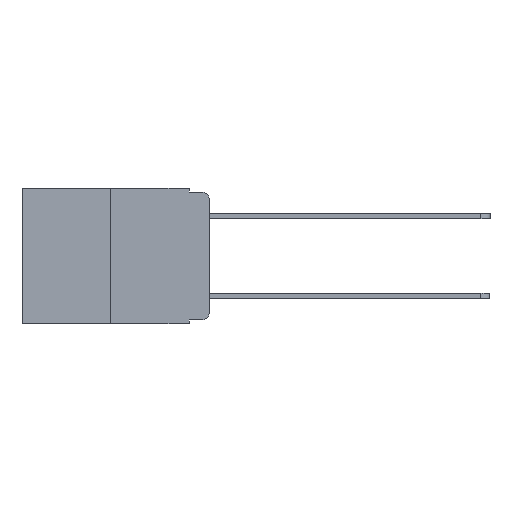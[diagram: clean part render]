
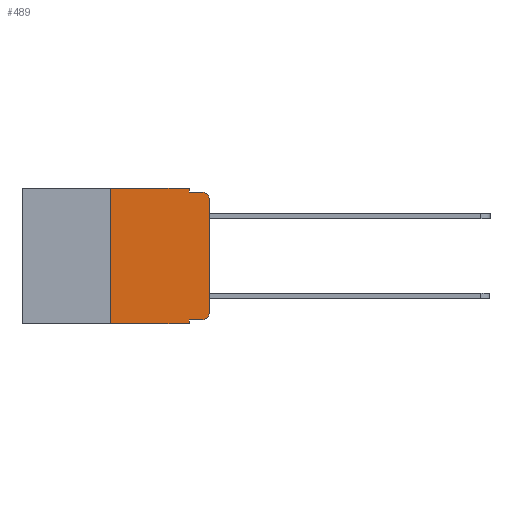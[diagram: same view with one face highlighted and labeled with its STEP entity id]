
A CAD part, left-side view. The second image highlights one B-rep face of the part: STEP entity #489.
In plain terms, the highlighted planar face has unit normal (-1, 0, 0).
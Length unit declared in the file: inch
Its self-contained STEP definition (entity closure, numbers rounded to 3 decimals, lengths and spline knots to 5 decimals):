
#52 = DIRECTION ( 'NONE',  ( 0., -1., 0. ) ) ;
#249 = VECTOR ( 'NONE', #8946, 39.37008 ) ;
#339 = VERTEX_POINT ( 'NONE', #5226 ) ;
#378 = VERTEX_POINT ( 'NONE', #10869 ) ;
#489 = ADVANCED_FACE ( 'NONE', ( #10971 ), #4079, .F. ) ;
#706 = VERTEX_POINT ( 'NONE', #8409 ) ;
#842 = CARTESIAN_POINT ( 'NONE',  ( 0., 0.25, 0. ) ) ;
#874 = CARTESIAN_POINT ( 'NONE',  ( 0., 0.051, -0.01 ) ) ;
#1121 = EDGE_LOOP ( 'NONE', ( #1135, #6683, #5077, #12640, #4350, #11198, #4051, #1748, #10936, #4801 ) ) ;
#1135 = ORIENTED_EDGE ( 'NONE', *, *, #11449, .T. ) ;
#1172 = VERTEX_POINT ( 'NONE', #10521 ) ;
#1646 = AXIS2_PLACEMENT_3D ( 'NONE', #3862, #12783, #11257 ) ;
#1748 = ORIENTED_EDGE ( 'NONE', *, *, #9330, .F. ) ;
#1948 = AXIS2_PLACEMENT_3D ( 'NONE', #8985, #3355, #9891 ) ;
#2183 = LINE ( 'NONE', #9238, #7173 ) ;
#2257 = CARTESIAN_POINT ( 'NONE',  ( 0., 0.051, -0.333 ) ) ;
#2395 = VERTEX_POINT ( 'NONE', #4566 ) ;
#2915 = LINE ( 'NONE', #12748, #5590 ) ;
#3347 = VERTEX_POINT ( 'NONE', #10758 ) ;
#3355 = DIRECTION ( 'NONE',  ( -1., 0., 0. ) ) ;
#3375 = CARTESIAN_POINT ( 'NONE',  ( 0., 0.02, -0.313 ) ) ;
#3477 = LINE ( 'NONE', #874, #249 ) ;
#3647 = LINE ( 'NONE', #3683, #6183 ) ;
#3668 = DIRECTION ( 'NONE',  ( 0., 0., 1. ) ) ;
#3683 = CARTESIAN_POINT ( 'NONE',  ( 0., 0.473, -0.343 ) ) ;
#3698 = CARTESIAN_POINT ( 'NONE',  ( 0., 0.473, 0. ) ) ;
#3769 = LINE ( 'NONE', #3698, #8444 ) ;
#3862 = CARTESIAN_POINT ( 'NONE',  ( 0., 0.473, 0. ) ) ;
#4051 = ORIENTED_EDGE ( 'NONE', *, *, #8384, .T. ) ;
#4079 = PLANE ( 'NONE',  #1646 ) ;
#4350 = ORIENTED_EDGE ( 'NONE', *, *, #10854, .F. ) ;
#4387 = CARTESIAN_POINT ( 'NONE',  ( 0., 0., 0. ) ) ;
#4417 = DIRECTION ( 'NONE',  ( 0., 0., -1. ) ) ;
#4545 = CARTESIAN_POINT ( 'NONE',  ( 0., 0.051, 0. ) ) ;
#4565 = CIRCLE ( 'NONE', #10446, 0.02 ) ;
#4566 = CARTESIAN_POINT ( 'NONE',  ( 0., 0.02, -0.333 ) ) ;
#4801 = ORIENTED_EDGE ( 'NONE', *, *, #9186, .T. ) ;
#5077 = ORIENTED_EDGE ( 'NONE', *, *, #11419, .F. ) ;
#5226 = CARTESIAN_POINT ( 'NONE',  ( 0., 0.051, 0. ) ) ;
#5456 = LINE ( 'NONE', #4387, #10024 ) ;
#5514 = VERTEX_POINT ( 'NONE', #10548 ) ;
#5590 = VECTOR ( 'NONE', #10055, 39.37008 ) ;
#6183 = VECTOR ( 'NONE', #10148, 39.37008 ) ;
#6683 = ORIENTED_EDGE ( 'NONE', *, *, #11433, .T. ) ;
#7034 = LINE ( 'NONE', #2257, #11546 ) ;
#7173 = VECTOR ( 'NONE', #3668, 39.37008 ) ;
#8088 = DIRECTION ( 'NONE',  ( 0., 0., 1. ) ) ;
#8320 = VERTEX_POINT ( 'NONE', #12760 ) ;
#8384 = EDGE_CURVE ( 'NONE', #3347, #378, #3647, .T. ) ;
#8385 = VERTEX_POINT ( 'NONE', #9252 ) ;
#8409 = CARTESIAN_POINT ( 'NONE',  ( 0., 0.051, -0.01 ) ) ;
#8444 = VECTOR ( 'NONE', #52, 39.37008 ) ;
#8946 = DIRECTION ( 'NONE',  ( 0., -1., 0. ) ) ;
#8985 = CARTESIAN_POINT ( 'NONE',  ( 0., 0.02, -0.03 ) ) ;
#9186 = EDGE_CURVE ( 'NONE', #2395, #5514, #4565, .T. ) ;
#9223 = EDGE_CURVE ( 'NONE', #1172, #2395, #7034, .T. ) ;
#9238 = CARTESIAN_POINT ( 'NONE',  ( 0., 0.25, 0. ) ) ;
#9252 = CARTESIAN_POINT ( 'NONE',  ( 0., 0.02, -0.01 ) ) ;
#9330 = EDGE_CURVE ( 'NONE', #1172, #378, #2915, .T. ) ;
#9456 = EDGE_CURVE ( 'NONE', #3347, #11953, #2183, .T. ) ;
#9891 = DIRECTION ( 'NONE',  ( 0., 0., -1. ) ) ;
#9908 = DIRECTION ( 'NONE',  ( -1., 0., 0. ) ) ;
#9945 = DIRECTION ( 'NONE',  ( 0., -1., 0. ) ) ;
#10024 = VECTOR ( 'NONE', #8088, 39.37008 ) ;
#10055 = DIRECTION ( 'NONE',  ( 0., 0., -1. ) ) ;
#10148 = DIRECTION ( 'NONE',  ( 0., -1., 0. ) ) ;
#10446 = AXIS2_PLACEMENT_3D ( 'NONE', #3375, #9908, #4417 ) ;
#10521 = CARTESIAN_POINT ( 'NONE',  ( 0., 0.051, -0.333 ) ) ;
#10548 = CARTESIAN_POINT ( 'NONE',  ( 0., 0., -0.313 ) ) ;
#10758 = CARTESIAN_POINT ( 'NONE',  ( 0., 0.25, -0.343 ) ) ;
#10854 = EDGE_CURVE ( 'NONE', #11953, #339, #3769, .T. ) ;
#10869 = CARTESIAN_POINT ( 'NONE',  ( 0., 0.051, -0.343 ) ) ;
#10912 = DIRECTION ( 'NONE',  ( 0., 0., -1. ) ) ;
#10936 = ORIENTED_EDGE ( 'NONE', *, *, #9223, .T. ) ;
#10971 = FACE_OUTER_BOUND ( 'NONE', #1121, .T. ) ;
#11198 = ORIENTED_EDGE ( 'NONE', *, *, #9456, .F. ) ;
#11257 = DIRECTION ( 'NONE',  ( 0., 0., -1. ) ) ;
#11419 = EDGE_CURVE ( 'NONE', #706, #8385, #3477, .T. ) ;
#11433 = EDGE_CURVE ( 'NONE', #8320, #8385, #12712, .T. ) ;
#11449 = EDGE_CURVE ( 'NONE', #5514, #8320, #5456, .T. ) ;
#11546 = VECTOR ( 'NONE', #9945, 39.37008 ) ;
#11660 = LINE ( 'NONE', #4545, #11961 ) ;
#11953 = VERTEX_POINT ( 'NONE', #842 ) ;
#11961 = VECTOR ( 'NONE', #10912, 39.37008 ) ;
#12640 = ORIENTED_EDGE ( 'NONE', *, *, #12780, .F. ) ;
#12712 = CIRCLE ( 'NONE', #1948, 0.02 ) ;
#12748 = CARTESIAN_POINT ( 'NONE',  ( 0., 0.051, 0. ) ) ;
#12760 = CARTESIAN_POINT ( 'NONE',  ( 0., 0., -0.03 ) ) ;
#12780 = EDGE_CURVE ( 'NONE', #339, #706, #11660, .T. ) ;
#12783 = DIRECTION ( 'NONE',  ( 1., 0., 0. ) ) ;
